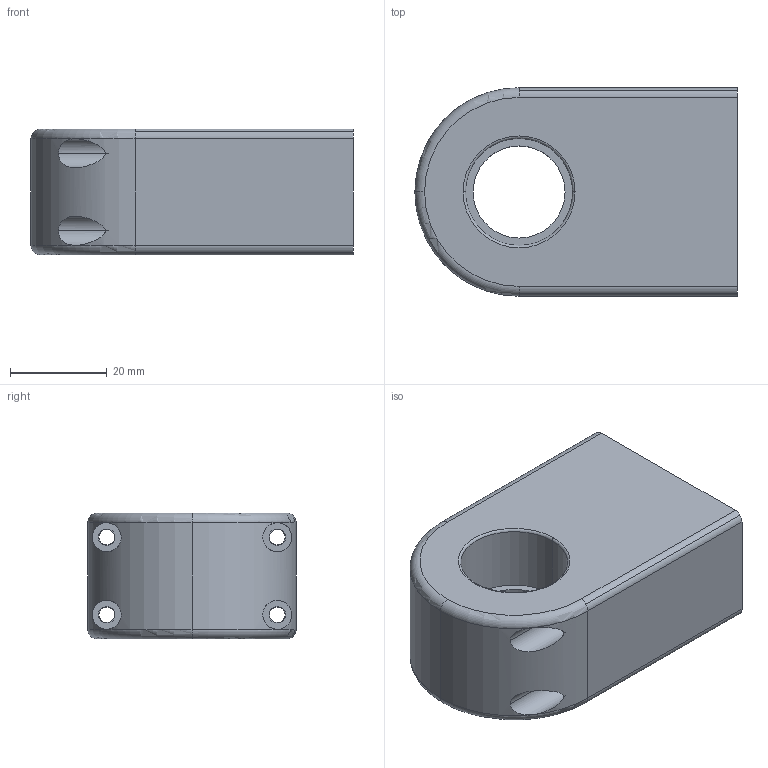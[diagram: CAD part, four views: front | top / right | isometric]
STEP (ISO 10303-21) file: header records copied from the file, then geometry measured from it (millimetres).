
FILE_DESCRIPTION (( 'STEP AP203' ), '1' );
FILE_NAME ('Blokken3.step_Default_sldprt.STEP', '2020-10-26T08:41:16', ( '' ), ( '' ), 'SwSTEP 2.0', 'SolidWorks 2020', '' );
FILE_SCHEMA (( 'CONFIG_CONTROL_DESIGN' ));
Length unit declared in the file: millimetre
Products named in the file (1): Blokken3.step_Default_sldprt
Bounding box: 66.5 x 43 x 26 mm (x, y, z)
Volume: 57100.5 mm3; surface area: 14001.9 mm2
Topology: 1 solids, 1 shells, 54 faces, 149 edges, 98 vertices
Faces by surface type: cylinder 30, torus 14, plane 10
Entity records: 2327 total; most frequent: CARTESIAN_POINT 801, DIRECTION 329, ORIENTED_EDGE 298, EDGE_CURVE 149, AXIS2_PLACEMENT_3D 145, VERTEX_POINT 98, CIRCLE 90, EDGE_LOOP 65
